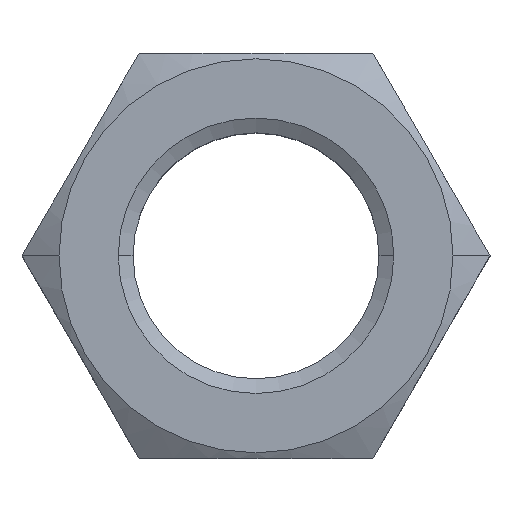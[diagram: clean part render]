
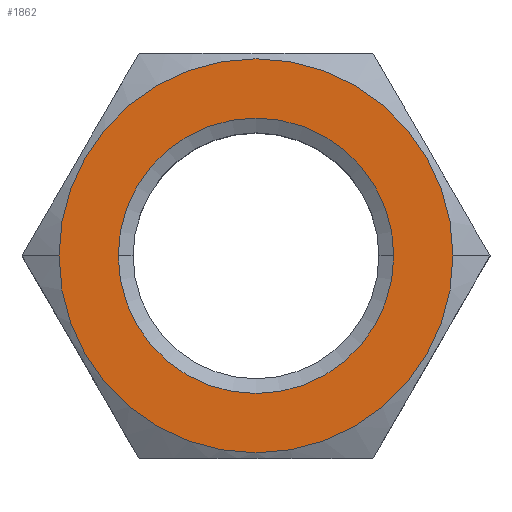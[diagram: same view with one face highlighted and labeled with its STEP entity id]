
A CAD part, top view. The second image highlights one B-rep face of the part: STEP entity #1862.
In plain terms, the highlighted planar face has unit normal (0, 0, 1).
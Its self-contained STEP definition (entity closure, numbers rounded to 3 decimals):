
#10 = CIRCLE ( 'NONE', #1503, 9.176 ) ;
#273 = CIRCLE ( 'NONE', #2148, 13.125 ) ;
#318 = CIRCLE ( 'NONE', #1541, 9.176 ) ;
#392 = CARTESIAN_POINT ( 'NONE',  ( 0., 0., 0. ) ) ;
#443 = DIRECTION ( 'NONE',  ( 0., 0., -1. ) ) ;
#460 = DIRECTION ( 'NONE',  ( -1., 0., 0. ) ) ;
#682 = CARTESIAN_POINT ( 'NONE',  ( 13.125, 0., 0. ) ) ;
#800 = CARTESIAN_POINT ( 'NONE',  ( 0., 0., 0. ) ) ;
#812 = DIRECTION ( 'NONE',  ( 0., 0., -1. ) ) ;
#820 = DIRECTION ( 'NONE',  ( -1., 0., 0. ) ) ;
#940 = DIRECTION ( 'NONE',  ( -1., 0., 0. ) ) ;
#1009 = CIRCLE ( 'NONE', #1429, 13.125 ) ;
#1065 = VERTEX_POINT ( 'NONE', #2338 ) ;
#1079 = PLANE ( 'NONE',  #1164 ) ;
#1101 = CARTESIAN_POINT ( 'NONE',  ( 0., 0., 0. ) ) ;
#1105 = FACE_BOUND ( 'NONE', #2467, .T. ) ;
#1121 = DIRECTION ( 'NONE',  ( 0., 0., -1. ) ) ;
#1132 = DIRECTION ( 'NONE',  ( -1., 0., 0. ) ) ;
#1164 = AXIS2_PLACEMENT_3D ( 'NONE', #1801, #1700, #1641 ) ;
#1216 = FACE_OUTER_BOUND ( 'NONE', #1488, .T. ) ;
#1323 = ORIENTED_EDGE ( 'NONE', *, *, #1391, .F. ) ;
#1325 = EDGE_CURVE ( 'NONE', #1065, #2799, #318, .T. ) ;
#1391 = EDGE_CURVE ( 'NONE', #1812, #2753, #273, .T. ) ;
#1429 = AXIS2_PLACEMENT_3D ( 'NONE', #800, #812, #820 ) ;
#1488 = EDGE_LOOP ( 'NONE', ( #2306, #1323 ) ) ;
#1503 = AXIS2_PLACEMENT_3D ( 'NONE', #2233, #2754, #940 ) ;
#1541 = AXIS2_PLACEMENT_3D ( 'NONE', #392, #443, #460 ) ;
#1641 = DIRECTION ( 'NONE',  ( -1., 0., 0. ) ) ;
#1700 = DIRECTION ( 'NONE',  ( 0., 0., -1. ) ) ;
#1774 = ORIENTED_EDGE ( 'NONE', *, *, #1325, .T. ) ;
#1801 = CARTESIAN_POINT ( 'NONE',  ( -7.794, -13.5, 0. ) ) ;
#1812 = VERTEX_POINT ( 'NONE', #682 ) ;
#1813 = EDGE_CURVE ( 'NONE', #2753, #1812, #1009, .T. ) ;
#1862 = ADVANCED_FACE ( 'NONE', ( #1105, #1216 ), #1079, .F. ) ;
#2148 = AXIS2_PLACEMENT_3D ( 'NONE', #1101, #1121, #1132 ) ;
#2233 = CARTESIAN_POINT ( 'NONE',  ( 0., 0., 0. ) ) ;
#2306 = ORIENTED_EDGE ( 'NONE', *, *, #1813, .F. ) ;
#2338 = CARTESIAN_POINT ( 'NONE',  ( 9.176, 0., 0. ) ) ;
#2404 = EDGE_CURVE ( 'NONE', #2799, #1065, #10, .T. ) ;
#2467 = EDGE_LOOP ( 'NONE', ( #1774, #2581 ) ) ;
#2581 = ORIENTED_EDGE ( 'NONE', *, *, #2404, .T. ) ;
#2657 = CARTESIAN_POINT ( 'NONE',  ( -13.125, 0., 0. ) ) ;
#2753 = VERTEX_POINT ( 'NONE', #2657 ) ;
#2754 = DIRECTION ( 'NONE',  ( 0., 0., -1. ) ) ;
#2799 = VERTEX_POINT ( 'NONE', #2843 ) ;
#2843 = CARTESIAN_POINT ( 'NONE',  ( -9.176, 0., 0. ) ) ;
